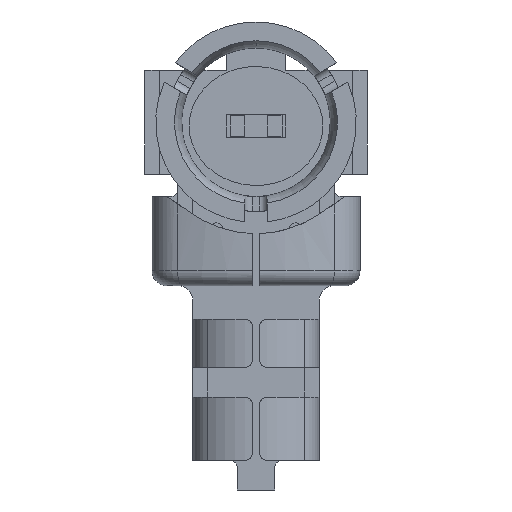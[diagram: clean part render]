
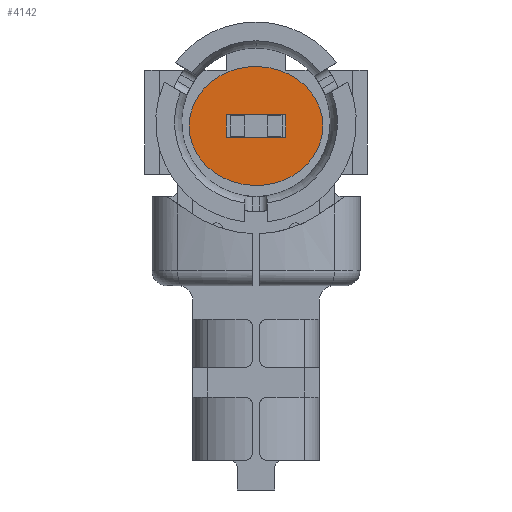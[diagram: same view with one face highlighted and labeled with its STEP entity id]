
A CAD part, front view. The second image highlights one B-rep face of the part: STEP entity #4142.
In plain terms, the highlighted planar face has unit normal (0, -1, 0).
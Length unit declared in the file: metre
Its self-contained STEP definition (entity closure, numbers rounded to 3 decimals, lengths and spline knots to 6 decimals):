
#345=ELLIPSE('',#4388,0.0009,0.0008);
#346=ELLIPSE('',#4389,0.0009,0.0008);
#402=ORIENTED_EDGE('',*,*,#1658,.T.);
#403=ORIENTED_EDGE('',*,*,#1659,.T.);
#404=ORIENTED_EDGE('',*,*,#1660,.T.);
#405=ORIENTED_EDGE('',*,*,#1661,.T.);
#406=ORIENTED_EDGE('',*,*,#1662,.F.);
#407=ORIENTED_EDGE('',*,*,#1663,.F.);
#1658=EDGE_CURVE('',#2290,#2291,#345,.T.);
#1659=EDGE_CURVE('',#2291,#2290,#346,.T.);
#1660=EDGE_CURVE('',#2292,#2293,#2718,.T.);
#1661=EDGE_CURVE('',#2293,#2294,#2719,.T.);
#1662=EDGE_CURVE('',#2295,#2294,#2720,.T.);
#1663=EDGE_CURVE('',#2292,#2295,#2721,.T.);
#2290=VERTEX_POINT('',#5912);
#2291=VERTEX_POINT('',#5913);
#2292=VERTEX_POINT('',#5916);
#2293=VERTEX_POINT('',#5917);
#2294=VERTEX_POINT('',#5919);
#2295=VERTEX_POINT('',#5921);
#2718=LINE('',#5915,#3125);
#2719=LINE('',#5918,#3126);
#2720=LINE('',#5920,#3127);
#2721=LINE('',#5922,#3128);
#3125=VECTOR('',#4789,1.);
#3126=VECTOR('',#4790,1.);
#3127=VECTOR('',#4791,1.);
#3128=VECTOR('',#4792,1.);
#3517=EDGE_LOOP('',(#402,#403));
#3518=EDGE_LOOP('',(#404,#405,#406,#407));
#3763=FACE_BOUND('',#3517,.T.);
#3764=FACE_BOUND('',#3518,.T.);
#4007=PLANE('',#4387);
#4142=ADVANCED_FACE('',(#3763,#3764),#4007,.T.);
#4387=AXIS2_PLACEMENT_3D('',#5910,#4783,#4784);
#4388=AXIS2_PLACEMENT_3D('',#5911,#4785,#4786);
#4389=AXIS2_PLACEMENT_3D('',#5914,#4787,#4788);
#4783=DIRECTION('',(0.,-1.,0.));
#4784=DIRECTION('',(-1.,0.,0.));
#4785=DIRECTION('',(0.,-1.,0.));
#4786=DIRECTION('',(-1.,0.,0.));
#4787=DIRECTION('',(0.,-1.,0.));
#4788=DIRECTION('',(-1.,0.,0.));
#4789=DIRECTION('',(0.,0.,-1.));
#4790=DIRECTION('',(-1.,0.,0.));
#4791=DIRECTION('',(0.,0.,-1.));
#4792=DIRECTION('',(-1.,0.,0.));
#5910=CARTESIAN_POINT('',(0.,-0.00033,0.09865));
#5911=CARTESIAN_POINT('',(0.,-0.00033,0.09725));
#5912=CARTESIAN_POINT('',(0.0009,-0.00033,0.09725));
#5913=CARTESIAN_POINT('',(-0.0009,-0.00033,0.09725));
#5914=CARTESIAN_POINT('',(0.,-0.00033,0.09725));
#5915=CARTESIAN_POINT('',(0.0004,-0.00033,0.09865));
#5916=CARTESIAN_POINT('',(0.0004,-0.00033,0.0974));
#5917=CARTESIAN_POINT('',(0.0004,-0.00033,0.0971));
#5918=CARTESIAN_POINT('',(0.,-0.00033,0.0971));
#5919=CARTESIAN_POINT('',(-0.0004,-0.00033,0.0971));
#5920=CARTESIAN_POINT('',(-0.0004,-0.00033,0.09865));
#5921=CARTESIAN_POINT('',(-0.0004,-0.00033,0.0974));
#5922=CARTESIAN_POINT('',(0.,-0.00033,0.0974));
